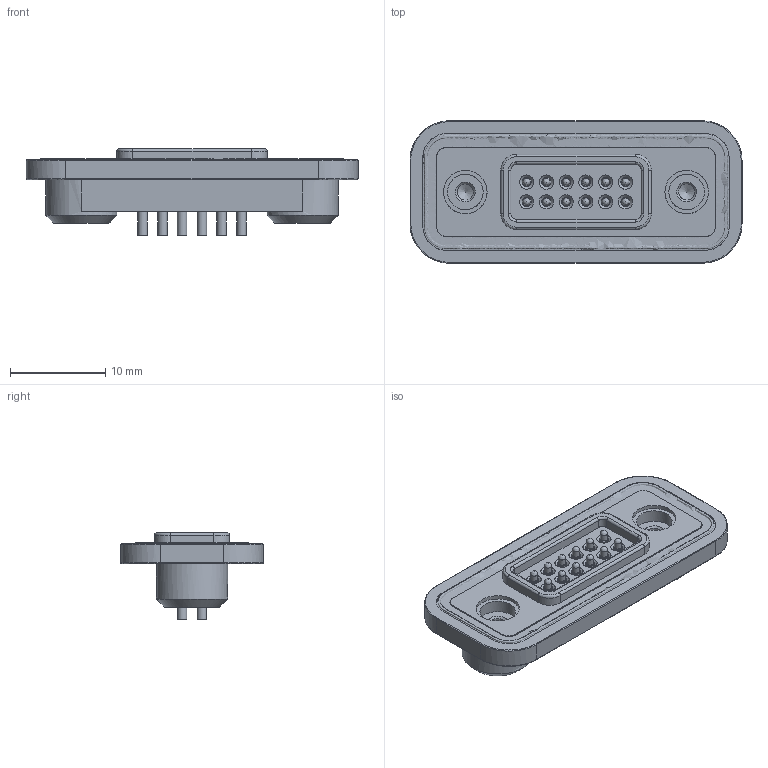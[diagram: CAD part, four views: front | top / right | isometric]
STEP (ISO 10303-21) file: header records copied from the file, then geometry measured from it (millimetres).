
FILE_DESCRIPTION(('FreeCAD Model'),'2;1');
FILE_NAME('Open CASCADE Shape Model','2025-04-26T07:57:34',('FreeCAD'),( 'FreeCAD'),'Open CASCADE STEP processor 7.6','FreeCAD','Unknown');
FILE_SCHEMA(('AUTOMOTIVE_DESIGN { 1 0 10303 214 1 1 1 1 }'));
Length unit declared in the file: millimetre
Products named in the file (1): Open CASCADE STEP translator 7.6 1
Bounding box: 34.86 x 14.94 x 9.05 mm (x, y, z)
Volume: 1595.6 mm3; surface area: 2768.4 mm2
Topology: 38 solids, 38 shells, 274 faces, 531 edges, 340 vertices
Faces by surface type: bspline 274
Entity records: 10855 total; most frequent: CARTESIAN_POINT 7633, ORIENTED_EDGE 1034, EDGE_CURVE 517, VERTEX_POINT 340, FACE_BOUND 321, EDGE_LOOP 321, ADVANCED_FACE 274, B_SPLINE_CURVE_WITH_KNOTS 212
